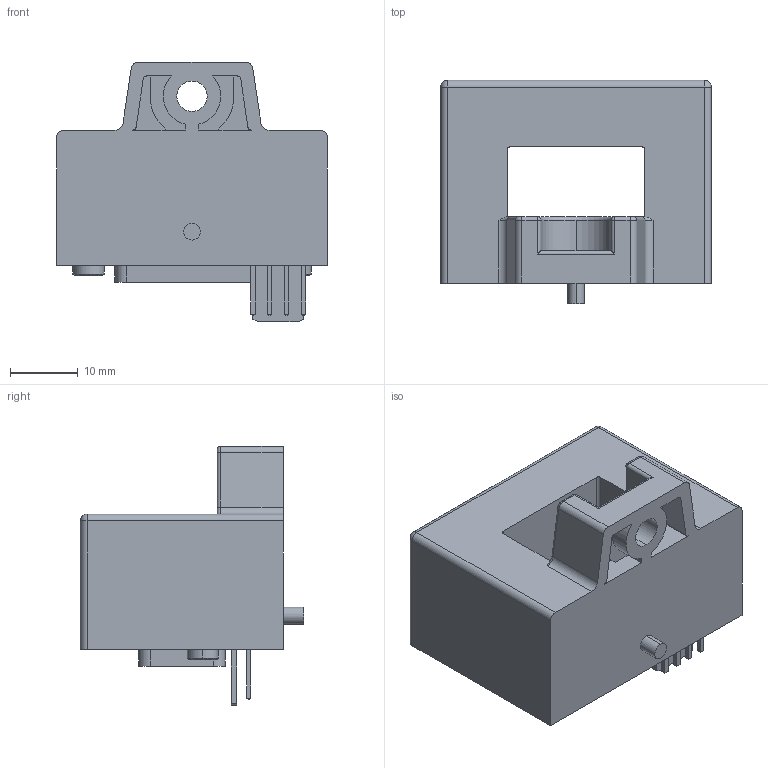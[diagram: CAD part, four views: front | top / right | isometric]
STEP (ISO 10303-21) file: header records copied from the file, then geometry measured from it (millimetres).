
FILE_DESCRIPTION(('CoCreate Modeling STEP Export'),'2;1');
FILE_NAME('HASS_XXX-P.stp','2013-05-16T14:08:15',(''),(''),'CoCreate Modeling STEP processor for AP214 (Solid Model)','CoCreate Modeling 17.00A 17-Jun-2010 (C) Parametric Technology GmbH','');
FILE_SCHEMA(('AUTOMOTIVE_DESIGN { 1 0 10303 214 1 1 1 1 }'));
Length unit declared in the file: millimetre
Products named in the file (2): HASS_XXX-P
Assembly tree (1 placements, depth 2):
  HASS_XXX-P
    HASS_XXX-P
Bounding box: 40 x 33 x 38.3 mm (x, y, z)
Volume: 20948.9 mm3; surface area: 7909.4 mm2
Topology: 1 solids, 4 shells, 161 faces, 388 edges, 242 vertices
Faces by surface type: plane 100, cylinder 48, torus 5, sphere 4, cone 4
Entity records: 5149 total; most frequent: CARTESIAN_POINT 808, DIRECTION 777, ORIENTED_EDGE 768, EDGE_CURVE 384, VECTOR 279, LINE 279, AXIS2_PLACEMENT_3D 249, VERTEX_POINT 242
